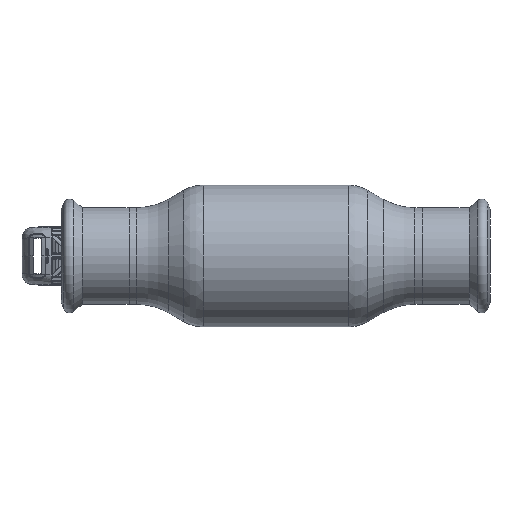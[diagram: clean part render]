
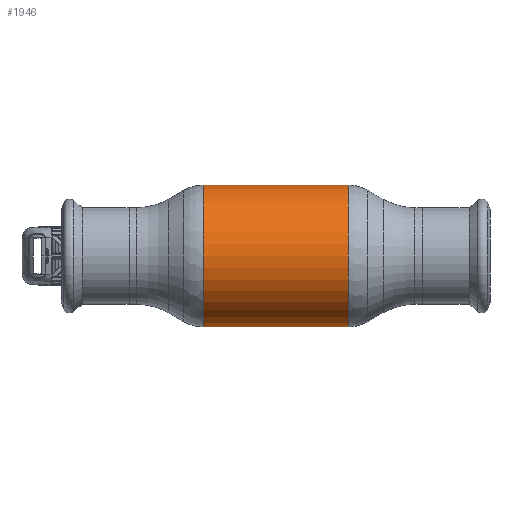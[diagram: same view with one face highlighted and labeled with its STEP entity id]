
A CAD part, front view. The second image highlights one B-rep face of the part: STEP entity #1946.
In plain terms, the highlighted cylindrical face has radius 33.34 mm (diameter 66.68 mm), a partial arc.
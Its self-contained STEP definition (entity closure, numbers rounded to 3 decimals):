
#1507 = CARTESIAN_POINT ( 'NONE',  ( -62.69, 0., -33.34 ) ) ;
#1712 = EDGE_CURVE ( 'NONE', #46570, #19974, #3858, .T. ) ;
#1946 = ADVANCED_FACE ( 'NONE', ( #20243 ), #46939, .T. ) ;
#3858 = CIRCLE ( 'NONE', #45824, 33.34 ) ;
#5300 = DIRECTION ( 'NONE',  ( -1., 0., 0. ) ) ;
#7348 = CARTESIAN_POINT ( 'NONE',  ( -34.177, 0., 33.34 ) ) ;
#10715 = VECTOR ( 'NONE', #55980, 1000. ) ;
#11698 = AXIS2_PLACEMENT_3D ( 'NONE', #14839, #24544, #24752 ) ;
#14178 = LINE ( 'NONE', #1507, #27540 ) ;
#14839 = CARTESIAN_POINT ( 'NONE',  ( 34.177, 0., 0. ) ) ;
#17418 = EDGE_CURVE ( 'NONE', #45125, #19974, #53890, .T. ) ;
#19974 = VERTEX_POINT ( 'NONE', #7348 ) ;
#20243 = FACE_OUTER_BOUND ( 'NONE', #24464, .T. ) ;
#21245 = EDGE_CURVE ( 'NONE', #40237, #45125, #34784, .T. ) ;
#23120 = ORIENTED_EDGE ( 'NONE', *, *, #17418, .T. ) ;
#24464 = EDGE_LOOP ( 'NONE', ( #54493, #26847, #23120, #32016 ) ) ;
#24544 = DIRECTION ( 'NONE',  ( -1., 0., 0. ) ) ;
#24752 = DIRECTION ( 'NONE',  ( 0., 0., 1. ) ) ;
#26847 = ORIENTED_EDGE ( 'NONE', *, *, #21245, .T. ) ;
#27540 = VECTOR ( 'NONE', #51498, 1000. ) ;
#29887 = CARTESIAN_POINT ( 'NONE',  ( -34.177, 0., -33.34 ) ) ;
#32016 = ORIENTED_EDGE ( 'NONE', *, *, #1712, .F. ) ;
#34784 = CIRCLE ( 'NONE', #11698, 33.34 ) ;
#35158 = CARTESIAN_POINT ( 'NONE',  ( 34.177, 0., 33.34 ) ) ;
#36994 = DIRECTION ( 'NONE',  ( -1., 0., 0. ) ) ;
#39166 = CARTESIAN_POINT ( 'NONE',  ( 34.177, 0., -33.34 ) ) ;
#40237 = VERTEX_POINT ( 'NONE', #39166 ) ;
#41574 = CARTESIAN_POINT ( 'NONE',  ( -62.69, 0., 33.34 ) ) ;
#42640 = CARTESIAN_POINT ( 'NONE',  ( -62.69, 0., 0. ) ) ;
#44582 = AXIS2_PLACEMENT_3D ( 'NONE', #42640, #36994, #52062 ) ;
#45125 = VERTEX_POINT ( 'NONE', #35158 ) ;
#45824 = AXIS2_PLACEMENT_3D ( 'NONE', #50895, #5300, #51344 ) ;
#46570 = VERTEX_POINT ( 'NONE', #29887 ) ;
#46939 = CYLINDRICAL_SURFACE ( 'NONE', #44582, 33.34 ) ;
#49651 = EDGE_CURVE ( 'NONE', #40237, #46570, #14178, .T. ) ;
#50895 = CARTESIAN_POINT ( 'NONE',  ( -34.177, 0., 0. ) ) ;
#51344 = DIRECTION ( 'NONE',  ( 0., 0., 1. ) ) ;
#51498 = DIRECTION ( 'NONE',  ( -1., 0., 0. ) ) ;
#52062 = DIRECTION ( 'NONE',  ( 0., 0., 1. ) ) ;
#53890 = LINE ( 'NONE', #41574, #10715 ) ;
#54493 = ORIENTED_EDGE ( 'NONE', *, *, #49651, .F. ) ;
#55980 = DIRECTION ( 'NONE',  ( -1., 0., 0. ) ) ;
